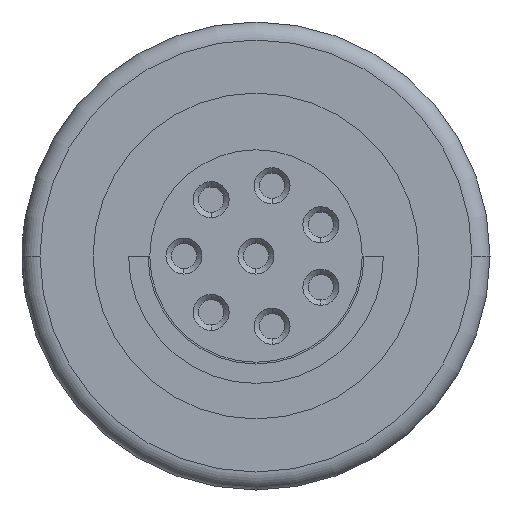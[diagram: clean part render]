
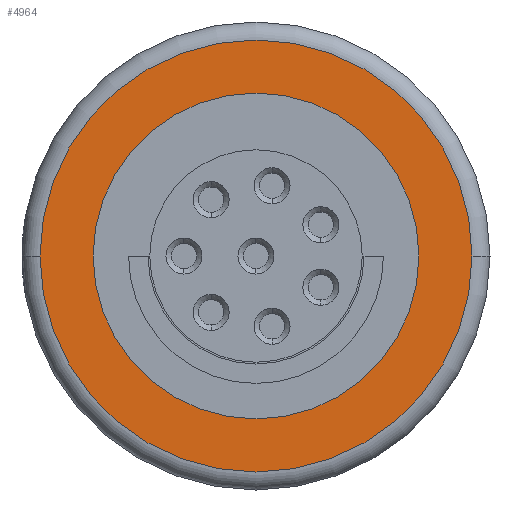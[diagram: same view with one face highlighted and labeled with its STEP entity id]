
A CAD part, left-side view. The second image highlights one B-rep face of the part: STEP entity #4964.
In plain terms, the highlighted planar face has unit normal (-1, 0, 0).
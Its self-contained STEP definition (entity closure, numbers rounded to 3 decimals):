
#1167=CARTESIAN_POINT('',(-11.,0.,0.));
#1168=DIRECTION('',(-1.,0.,0.));
#1169=DIRECTION('',(0.,-1.,0.));
#1170=AXIS2_PLACEMENT_3D('',#1167,#1168,#1169);
#1175=CARTESIAN_POINT('',(-11.,0.,0.));
#1176=DIRECTION('',(-1.,0.,0.));
#1177=DIRECTION('',(0.,1.,0.));
#1178=AXIS2_PLACEMENT_3D('',#1175,#1176,#1177);
#1183=CARTESIAN_POINT('',(-11.,0.,0.));
#1184=DIRECTION('',(1.,0.,0.));
#1185=DIRECTION('',(0.,1.,0.));
#1186=AXIS2_PLACEMENT_3D('',#1183,#1184,#1185);
#1205=CARTESIAN_POINT('',(-11.,0.,0.));
#1206=DIRECTION('',(-1.,0.,0.));
#1207=DIRECTION('',(0.,1.,0.));
#1208=AXIS2_PLACEMENT_3D('',#1205,#1206,#1207);
#3753=CARTESIAN_POINT('',(-11.,4.525,0.));
#3755=VERTEX_POINT('',#3753);
#3757=CARTESIAN_POINT('',(-11.,-4.525,0.));
#3759=VERTEX_POINT('',#3757);
#3861=CARTESIAN_POINT('',(-11.,-6.,0.));
#3862=CARTESIAN_POINT('',(-11.,6.,0.));
#3863=VERTEX_POINT('',#3861);
#3864=VERTEX_POINT('',#3862);
#4948=CARTESIAN_POINT('',(-11.,0.,0.));
#4949=DIRECTION('',(1.,0.,0.));
#4950=DIRECTION('',(0.,-1.,0.));
#4951=AXIS2_PLACEMENT_3D('',#4948,#4949,#4950);
#4952=PLANE('',#4951);
#4954=ORIENTED_EDGE('',*,*,#4953,.F.);
#4955=ORIENTED_EDGE('',*,*,#4938,.F.);
#4956=EDGE_LOOP('',(#4954,#4955));
#4957=FACE_OUTER_BOUND('',#4956,.F.);
#4959=ORIENTED_EDGE('',*,*,#4958,.F.);
#4961=ORIENTED_EDGE('',*,*,#4960,.T.);
#4962=EDGE_LOOP('',(#4959,#4961));
#4963=FACE_BOUND('',#4962,.F.);
#1171=CIRCLE('',#1170,6.);
#1179=CIRCLE('',#1178,6.);
#1187=CIRCLE('',#1186,4.525);
#1209=CIRCLE('',#1208,4.525);
#4938=EDGE_CURVE('',#3864,#3863,#1179,.T.);
#4953=EDGE_CURVE('',#3863,#3864,#1171,.T.);
#4958=EDGE_CURVE('',#3755,#3759,#1187,.T.);
#4960=EDGE_CURVE('',#3755,#3759,#1209,.T.);
#4964=ADVANCED_FACE('',(#4957,#4963),#4952,.F.);
